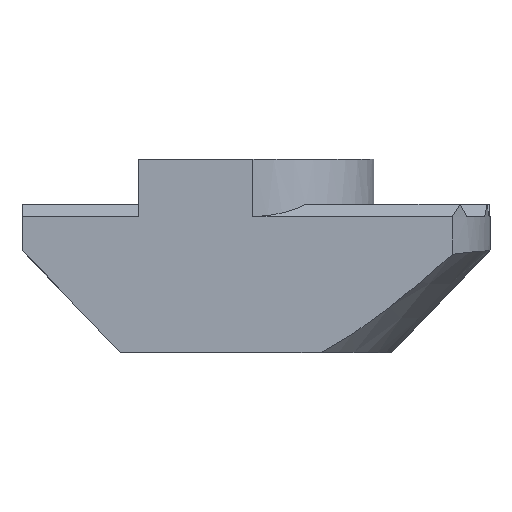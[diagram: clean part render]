
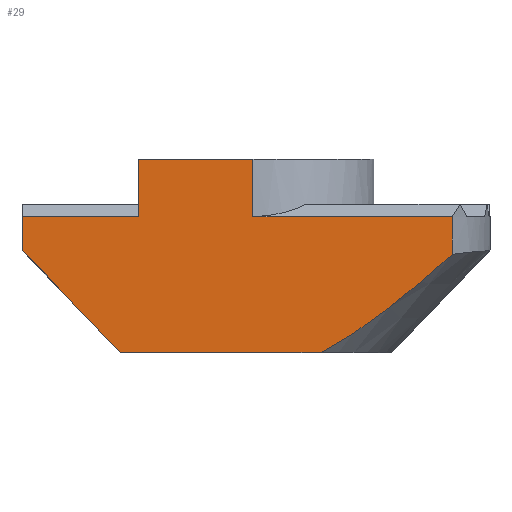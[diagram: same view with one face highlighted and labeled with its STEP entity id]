
A CAD part, top view. The second image highlights one B-rep face of the part: STEP entity #29.
In plain terms, the highlighted planar face has unit normal (0, 0, 1).
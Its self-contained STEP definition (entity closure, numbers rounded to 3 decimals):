
#8 = CARTESIAN_POINT ( 'NONE',  ( 2.156, -3.2, 3.95 ) ) ;
#16 = VECTOR ( 'NONE', #910, 1000. ) ;
#29 = ADVANCED_FACE ( 'NONE', ( #650 ), #1134, .F. ) ;
#48 = LINE ( 'NONE', #1483, #16 ) ;
#60 = DIRECTION ( 'NONE',  ( 0., 1., 0. ) ) ;
#63 = VERTEX_POINT ( 'NONE', #332 ) ;
#75 = CARTESIAN_POINT ( 'NONE',  ( 6.5, 1.3, 3.95 ) ) ;
#98 = VERTEX_POINT ( 'NONE', #1478 ) ;
#99 = DIRECTION ( 'NONE',  ( -1., 0., 0. ) ) ;
#114 = DIRECTION ( 'NONE',  ( -1., 0., 0. ) ) ;
#176 = DIRECTION ( 'NONE',  ( 0., -1., 0. ) ) ;
#180 = ORIENTED_EDGE ( 'NONE', *, *, #257, .T. ) ;
#203 = ORIENTED_EDGE ( 'NONE', *, *, #1414, .T. ) ;
#236 = VERTEX_POINT ( 'NONE', #1380 ) ;
#242 = DIRECTION ( 'NONE',  ( -1., 0., 0. ) ) ;
#252 = CARTESIAN_POINT ( 'NONE',  ( 0., 1.3, 3.95 ) ) ;
#256 = DIRECTION ( 'NONE',  ( 0., -1., 0. ) ) ;
#257 = EDGE_CURVE ( 'NONE', #236, #833, #533, .T. ) ;
#263 = LINE ( 'NONE', #802, #1429 ) ;
#295 = LINE ( 'NONE', #1118, #863 ) ;
#297 = VECTOR ( 'NONE', #60, 1000. ) ;
#311 = CARTESIAN_POINT ( 'NONE',  ( 6.5, 0.049, 3.95 ) ) ;
#313 = CARTESIAN_POINT ( 'NONE',  ( -4.5, -3.2, 3.95 ) ) ;
#332 = CARTESIAN_POINT ( 'NONE',  ( -0.1, 1.3, 3.95 ) ) ;
#391 = EDGE_CURVE ( 'NONE', #1481, #236, #48, .T. ) ;
#424 = EDGE_CURVE ( 'NONE', #98, #1159, #602, .T. ) ;
#427 = CARTESIAN_POINT ( 'NONE',  ( 5.135, -1.148, 3.95 ) ) ;
#433 = DIRECTION ( 'NONE',  ( 0.691, -0.723, 0. ) ) ;
#444 = LINE ( 'NONE', #858, #487 ) ;
#445 = EDGE_CURVE ( 'NONE', #446, #803, #295, .T. ) ;
#446 = VERTEX_POINT ( 'NONE', #75 ) ;
#470 = ORIENTED_EDGE ( 'NONE', *, *, #424, .T. ) ;
#486 = CARTESIAN_POINT ( 'NONE',  ( -3.9, 1.7, 3.95 ) ) ;
#487 = VECTOR ( 'NONE', #176, 1000. ) ;
#493 = EDGE_LOOP ( 'NONE', ( #180, #659, #1342, #470, #203, #1332, #684, #649, #753, #874 ) ) ;
#533 = LINE ( 'NONE', #486, #1401 ) ;
#537 = LINE ( 'NONE', #252, #1370 ) ;
#546 = CARTESIAN_POINT ( 'NONE',  ( 3.697, -2.256, 3.95 ) ) ;
#553 = EDGE_CURVE ( 'NONE', #446, #63, #263, .T. ) ;
#602 = LINE ( 'NONE', #769, #1466 ) ;
#603 = LINE ( 'NONE', #868, #297 ) ;
#649 = ORIENTED_EDGE ( 'NONE', *, *, #553, .T. ) ;
#650 = FACE_OUTER_BOUND ( 'NONE', #493, .T. ) ;
#657 = CARTESIAN_POINT ( 'NONE',  ( 2.562, -2.997, 3.95 ) ) ;
#659 = ORIENTED_EDGE ( 'NONE', *, *, #781, .T. ) ;
#684 = ORIENTED_EDGE ( 'NONE', *, *, #445, .F. ) ;
#753 = ORIENTED_EDGE ( 'NONE', *, *, #1309, .T. ) ;
#769 = CARTESIAN_POINT ( 'NONE',  ( -4.5, -3.2, 3.95 ) ) ;
#781 = EDGE_CURVE ( 'NONE', #833, #1302, #537, .T. ) ;
#782 = DIRECTION ( 'NONE',  ( 0., 0., -1. ) ) ;
#793 = LINE ( 'NONE', #921, #1364 ) ;
#802 = CARTESIAN_POINT ( 'NONE',  ( 0., 1.3, 3.95 ) ) ;
#803 = VERTEX_POINT ( 'NONE', #1151 ) ;
#805 = CARTESIAN_POINT ( 'NONE',  ( -3.9, 1.3, 3.95 ) ) ;
#807 = DIRECTION ( 'NONE',  ( 1., 0., 0. ) ) ;
#820 = CARTESIAN_POINT ( 'NONE',  ( -0.1, 3.2, 3.95 ) ) ;
#833 = VERTEX_POINT ( 'NONE', #805 ) ;
#858 = CARTESIAN_POINT ( 'NONE',  ( -7.75, 0.2, 3.95 ) ) ;
#859 = CARTESIAN_POINT ( 'NONE',  ( -7.75, 1.3, 3.95 ) ) ;
#863 = VECTOR ( 'NONE', #1333, 1000. ) ;
#868 = CARTESIAN_POINT ( 'NONE',  ( -0.1, 0., 3.95 ) ) ;
#874 = ORIENTED_EDGE ( 'NONE', *, *, #391, .T. ) ;
#910 = DIRECTION ( 'NONE',  ( -1., 0., 0. ) ) ;
#921 = CARTESIAN_POINT ( 'NONE',  ( 4.5, -3.2, 3.95 ) ) ;
#1013 = CARTESIAN_POINT ( 'NONE',  ( 0., 0., 3.95 ) ) ;
#1027 = EDGE_CURVE ( 'NONE', #1302, #98, #444, .T. ) ;
#1111 = CARTESIAN_POINT ( 'NONE',  ( 5.823, -0.556, 3.95 ) ) ;
#1118 = CARTESIAN_POINT ( 'NONE',  ( 6.5, 5.843, 3.95 ) ) ;
#1132 = B_SPLINE_CURVE_WITH_KNOTS ( 'NONE', 3,
 ( #311, #1111, #427, #1225, #546, #1337, #657, #1447 ),
 .UNSPECIFIED., .F., .F.,
 ( 4, 2, 2, 4 ),
 ( 0.01, 0.013, 0.014, 0.016 ),
 .UNSPECIFIED. ) ;
#1134 = PLANE ( 'NONE',  #1279 ) ;
#1151 = CARTESIAN_POINT ( 'NONE',  ( 6.5, 0.049, 3.95 ) ) ;
#1159 = VERTEX_POINT ( 'NONE', #313 ) ;
#1225 = CARTESIAN_POINT ( 'NONE',  ( 4.061, -1.986, 3.95 ) ) ;
#1279 = AXIS2_PLACEMENT_3D ( 'NONE', #1013, #782, #99 ) ;
#1302 = VERTEX_POINT ( 'NONE', #859 ) ;
#1309 = EDGE_CURVE ( 'NONE', #63, #1481, #603, .T. ) ;
#1332 = ORIENTED_EDGE ( 'NONE', *, *, #1391, .F. ) ;
#1333 = DIRECTION ( 'NONE',  ( 0., -1., 0. ) ) ;
#1337 = CARTESIAN_POINT ( 'NONE',  ( 2.947, -2.761, 3.95 ) ) ;
#1342 = ORIENTED_EDGE ( 'NONE', *, *, #1027, .T. ) ;
#1364 = VECTOR ( 'NONE', #807, 1000. ) ;
#1370 = VECTOR ( 'NONE', #114, 1000. ) ;
#1380 = CARTESIAN_POINT ( 'NONE',  ( -3.9, 3.2, 3.95 ) ) ;
#1391 = EDGE_CURVE ( 'NONE', #803, #1477, #1132, .T. ) ;
#1401 = VECTOR ( 'NONE', #256, 1000. ) ;
#1414 = EDGE_CURVE ( 'NONE', #1159, #1477, #793, .T. ) ;
#1429 = VECTOR ( 'NONE', #242, 1000. ) ;
#1447 = CARTESIAN_POINT ( 'NONE',  ( 2.156, -3.2, 3.95 ) ) ;
#1466 = VECTOR ( 'NONE', #433, 1000. ) ;
#1477 = VERTEX_POINT ( 'NONE', #8 ) ;
#1478 = CARTESIAN_POINT ( 'NONE',  ( -7.75, 0.2, 3.95 ) ) ;
#1481 = VERTEX_POINT ( 'NONE', #820 ) ;
#1483 = CARTESIAN_POINT ( 'NONE',  ( -3.9, 3.2, 3.95 ) ) ;
